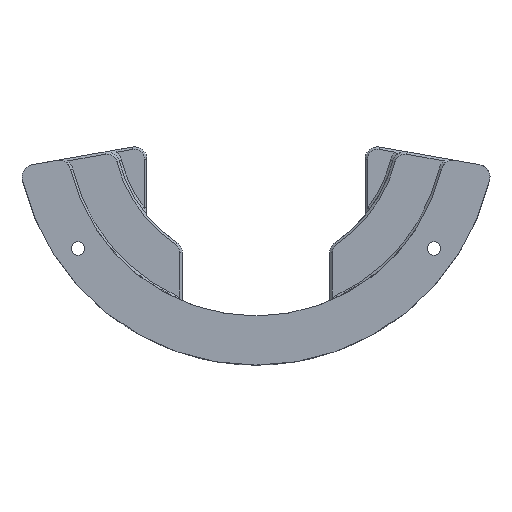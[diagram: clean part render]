
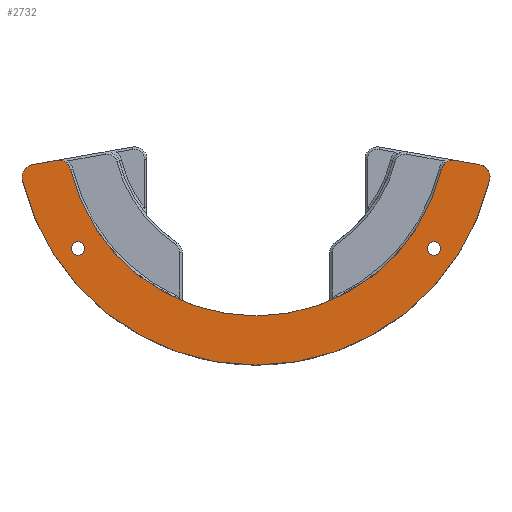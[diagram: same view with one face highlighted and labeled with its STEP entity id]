
A CAD part, front view. The second image highlights one B-rep face of the part: STEP entity #2732.
In plain terms, the highlighted planar face has unit normal (0, -1, 0).
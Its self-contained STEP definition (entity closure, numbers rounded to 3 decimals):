
#273=FACE_BOUND('',#629,.T.);
#274=FACE_BOUND('',#630,.T.);
#310=PLANE('',#2935);
#466=FACE_OUTER_BOUND('',#628,.T.);
#628=EDGE_LOOP('',(#2507,#2508,#2509,#2510,#2511,#2512,#2513,#2514));
#629=EDGE_LOOP('',(#2515));
#630=EDGE_LOOP('',(#2516));
#729=LINE('',#6461,#891);
#745=LINE('',#6500,#907);
#891=VECTOR('',#3265,10.);
#907=VECTOR('',#3303,10.);
#962=CIRCLE('',#2757,2.75);
#969=CIRCLE('',#2769,2.75);
#1004=CIRCLE('',#2827,97.5);
#1007=CIRCLE('',#2831,5.);
#1043=CIRCLE('',#2934,5.);
#1044=CIRCLE('',#2936,5.);
#1045=CIRCLE('',#2937,5.);
#1046=CIRCLE('',#2938,77.5);
#1050=VERTEX_POINT('',#3502);
#1063=VERTEX_POINT('',#3614);
#1156=VERTEX_POINT('',#4761);
#1157=VERTEX_POINT('',#4763);
#1165=VERTEX_POINT('',#4853);
#1241=VERTEX_POINT('',#6458);
#1242=VERTEX_POINT('',#6460);
#1254=VERTEX_POINT('',#6498);
#1301=VERTEX_POINT('',#7309);
#1302=VERTEX_POINT('',#7314);
#1308=EDGE_CURVE('',#1050,#1050,#962,.T.);
#1325=EDGE_CURVE('',#1063,#1063,#969,.T.);
#1452=EDGE_CURVE('',#1157,#1156,#1004,.T.);
#1462=EDGE_CURVE('',#1165,#1156,#1007,.T.);
#1591=EDGE_CURVE('',#1241,#1242,#729,.T.);
#1611=EDGE_CURVE('',#1254,#1165,#745,.T.);
#1711=EDGE_CURVE('',#1242,#1301,#1043,.T.);
#1713=EDGE_CURVE('',#1157,#1241,#1044,.T.);
#1714=EDGE_CURVE('',#1302,#1254,#1045,.T.);
#1715=EDGE_CURVE('',#1301,#1302,#1046,.T.);
#2507=ORIENTED_EDGE('',*,*,#1711,.F.);
#2508=ORIENTED_EDGE('',*,*,#1591,.F.);
#2509=ORIENTED_EDGE('',*,*,#1713,.F.);
#2510=ORIENTED_EDGE('',*,*,#1452,.T.);
#2511=ORIENTED_EDGE('',*,*,#1462,.F.);
#2512=ORIENTED_EDGE('',*,*,#1611,.F.);
#2513=ORIENTED_EDGE('',*,*,#1714,.F.);
#2514=ORIENTED_EDGE('',*,*,#1715,.F.);
#2515=ORIENTED_EDGE('',*,*,#1308,.T.);
#2516=ORIENTED_EDGE('',*,*,#1325,.T.);
#2732=ADVANCED_FACE('',(#466,#273,#274),#310,.T.);
#2757=AXIS2_PLACEMENT_3D('',#3504,#2959,#2960);
#2769=AXIS2_PLACEMENT_3D('',#3616,#2986,#2987);
#2827=AXIS2_PLACEMENT_3D('',#4764,#3138,#3139);
#2831=AXIS2_PLACEMENT_3D('',#4855,#3150,#3151);
#2934=AXIS2_PLACEMENT_3D('',#7310,#3471,#3472);
#2935=AXIS2_PLACEMENT_3D('',#7312,#3474,#3475);
#2936=AXIS2_PLACEMENT_3D('',#7313,#3476,#3477);
#2937=AXIS2_PLACEMENT_3D('',#7315,#3478,#3479);
#2938=AXIS2_PLACEMENT_3D('',#7316,#3480,#3481);
#2959=DIRECTION('center_axis',(0.,1.,0.));
#2960=DIRECTION('ref_axis',(1.,0.,0.));
#2986=DIRECTION('center_axis',(0.,1.,0.));
#2987=DIRECTION('ref_axis',(-1.,0.,0.));
#3138=DIRECTION('center_axis',(0.,-1.,0.));
#3139=DIRECTION('ref_axis',(0.,0.,
-1.));
#3150=DIRECTION('center_axis',(0.,1.,0.));
#3151=DIRECTION('ref_axis',(0.834,0.,0.551));
#3265=DIRECTION('',(0.985,0.,0.174));
#3303=DIRECTION('',(0.985,0.,-0.174));
#3471=DIRECTION('center_axis',(0.,1.,0.));
#3472=DIRECTION('ref_axis',(0.548,0.,0.836));
#3474=DIRECTION('center_axis',(0.,-1.,0.));
#3475=DIRECTION('ref_axis',(0.,0.,-1.));
#3476=DIRECTION('center_axis',(0.,1.,0.));
#3477=DIRECTION('ref_axis',(-0.834,0.,0.551));
#3478=DIRECTION('center_axis',(0.,1.,0.));
#3479=DIRECTION('ref_axis',(-0.548,0.,0.836));
#3480=DIRECTION('center_axis',(0.,-1.,0.));
#3481=DIRECTION('ref_axis',(0.,0.,
-1.));
#3502=CARTESIAN_POINT('',(-75.122,0.,-50.102));
#3504=CARTESIAN_POINT('Origin',(-72.372,0.,-50.102));
#3614=CARTESIAN_POINT('',(75.122,0.,-50.102));
#3616=CARTESIAN_POINT('Origin',(72.372,0.,-50.102));
#4761=CARTESIAN_POINT('',(94.963,0.,-22.096));
#4763=CARTESIAN_POINT('',(-94.963,0.,-22.096));
#4764=CARTESIAN_POINT('Origin',(0.,0.,
0.));
#4853=CARTESIAN_POINT('',(90.962,0.,-16.039));
#4855=CARTESIAN_POINT('Origin',(90.093,0.,-20.963));
#6458=CARTESIAN_POINT('',(-90.962,0.,-16.039));
#6460=CARTESIAN_POINT('',(-81.097,0.,-14.3));
#6461=CARTESIAN_POINT('',(-96.019,0.,-16.931));
#6498=CARTESIAN_POINT('',(81.097,0.,-14.3));
#6500=CARTESIAN_POINT('',(96.019,0.,-16.931));
#7309=CARTESIAN_POINT('',(-75.367,0.,-18.059));
#7310=CARTESIAN_POINT('Origin',(-80.229,0.,-19.224));
#7312=CARTESIAN_POINT('Origin',(0.,0.,-77.5));
#7313=CARTESIAN_POINT('Origin',(-90.093,0.,-20.963));
#7314=CARTESIAN_POINT('',(75.367,0.,-18.059));
#7315=CARTESIAN_POINT('Origin',(80.229,0.,-19.224));
#7316=CARTESIAN_POINT('Origin',(0.,0.,
0.));
